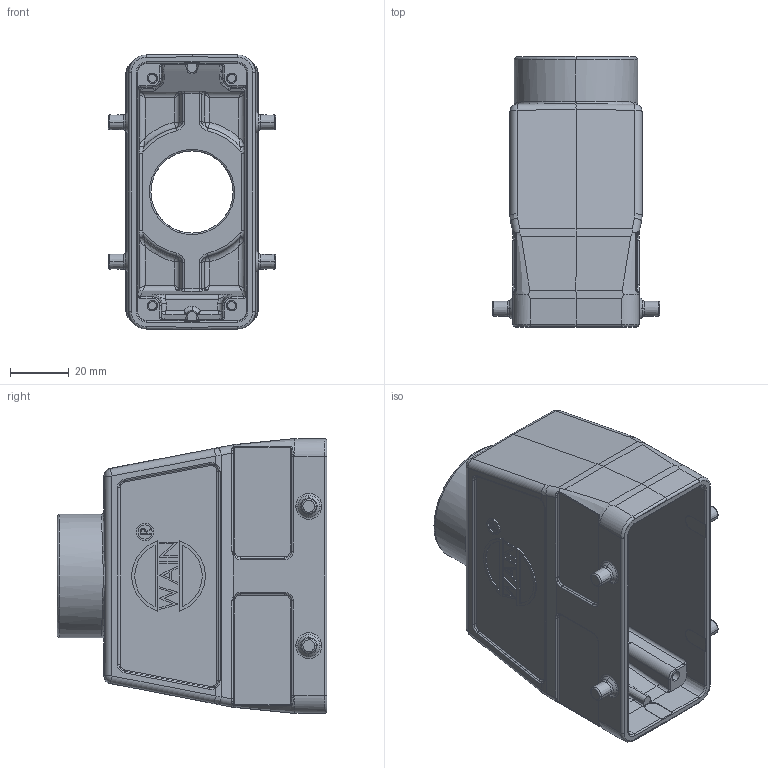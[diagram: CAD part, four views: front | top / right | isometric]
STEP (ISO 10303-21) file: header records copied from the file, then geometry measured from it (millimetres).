
FILE_DESCRIPTION((''),'2;1');
FILE_NAME('PRT0016','2024-01-31T',('13034'),(''),'PRO/ENGINEER BY PARAMETRIC TECHNOLOGY CORPORATION, 2012480','PRO/ENGINEER BY PARAMETRIC TECHNOLOGY CORPORATION, 2012480','');
FILE_SCHEMA(('CONFIG_CONTROL_DESIGN'));
Length unit declared in the file: millimetre
Products named in the file (1): PRT0016
Bounding box: 57 x 92 x 93.7 mm (x, y, z)
Volume: 87474.2 mm3; surface area: 46510.5 mm2
Topology: 1 solids, 1 shells, 767 faces, 1907 edges, 1156 vertices
Faces by surface type: plane 266, cylinder 208, bspline 142, torus 85, cone 48, extrusion 10, sphere 8
Entity records: 31251 total; most frequent: CARTESIAN_POINT 14065, ORIENTED_EDGE 3758, DIRECTION 3289, EDGE_CURVE 1879, AXIS2_PLACEMENT_3D 1209, VERTEX_POINT 1156, VECTOR 871, LINE 861
